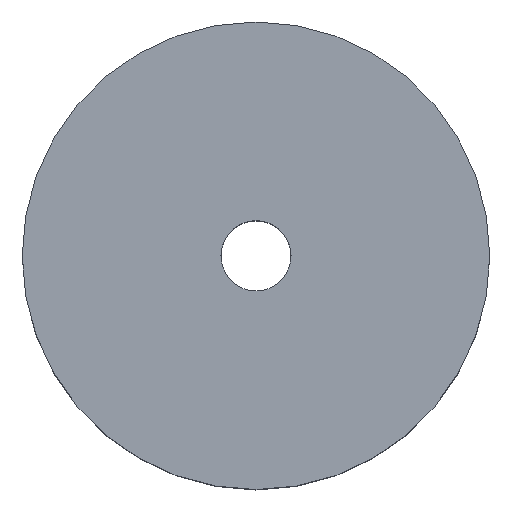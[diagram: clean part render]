
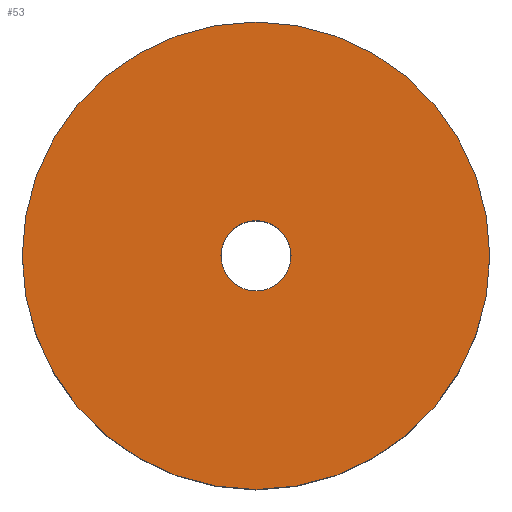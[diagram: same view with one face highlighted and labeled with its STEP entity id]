
A CAD part, top view. The second image highlights one B-rep face of the part: STEP entity #53.
In plain terms, the highlighted planar face has unit normal (0, 0, 1).
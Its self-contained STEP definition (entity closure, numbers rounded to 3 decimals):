
#3 = FACE_OUTER_BOUND ( 'NONE', #8, .T. ) ;
#4 = DIRECTION ( 'NONE',  ( 0., 0., 1. ) ) ;
#7 = CIRCLE ( 'NONE', #57, 20. ) ;
#8 = EDGE_LOOP ( 'NONE', ( #186, #158 ) ) ;
#9 = AXIS2_PLACEMENT_3D ( 'NONE', #55, #190, #39 ) ;
#12 = CIRCLE ( 'NONE', #118, 3. ) ;
#33 = FACE_BOUND ( 'NONE', #176, .T. ) ;
#39 = DIRECTION ( 'NONE',  ( 1., 0., 0. ) ) ;
#48 = AXIS2_PLACEMENT_3D ( 'NONE', #102, #122, #168 ) ;
#53 = ADVANCED_FACE ( 'NONE', ( #3, #33 ), #105, .T. ) ;
#55 = CARTESIAN_POINT ( 'NONE',  ( 0., 0., 20. ) ) ;
#57 = AXIS2_PLACEMENT_3D ( 'NONE', #61, #4, #145 ) ;
#61 = CARTESIAN_POINT ( 'NONE',  ( 0., 0., 20. ) ) ;
#68 = VERTEX_POINT ( 'NONE', #200 ) ;
#79 = AXIS2_PLACEMENT_3D ( 'NONE', #151, #199, #166 ) ;
#95 = VERTEX_POINT ( 'NONE', #123 ) ;
#100 = EDGE_CURVE ( 'NONE', #125, #95, #197, .T. ) ;
#102 = CARTESIAN_POINT ( 'NONE',  ( 0., 0., 20. ) ) ;
#105 = PLANE ( 'NONE',  #48 ) ;
#118 = AXIS2_PLACEMENT_3D ( 'NONE', #129, #207, #204 ) ;
#122 = DIRECTION ( 'NONE',  ( 0., 0., 1. ) ) ;
#123 = CARTESIAN_POINT ( 'NONE',  ( -20., 0., 20. ) ) ;
#125 = VERTEX_POINT ( 'NONE', #202 ) ;
#129 = CARTESIAN_POINT ( 'NONE',  ( 0., 0., 20. ) ) ;
#132 = CIRCLE ( 'NONE', #9, 3. ) ;
#145 = DIRECTION ( 'NONE',  ( 1., 0., 0. ) ) ;
#147 = VERTEX_POINT ( 'NONE', #184 ) ;
#151 = CARTESIAN_POINT ( 'NONE',  ( 0., 0., 20. ) ) ;
#158 = ORIENTED_EDGE ( 'NONE', *, *, #100, .T. ) ;
#166 = DIRECTION ( 'NONE',  ( 1., 0., 0. ) ) ;
#168 = DIRECTION ( 'NONE',  ( 1., 0., 0. ) ) ;
#176 = EDGE_LOOP ( 'NONE', ( #213, #181 ) ) ;
#177 = EDGE_CURVE ( 'NONE', #147, #68, #12, .T. ) ;
#181 = ORIENTED_EDGE ( 'NONE', *, *, #177, .F. ) ;
#184 = CARTESIAN_POINT ( 'NONE',  ( 3., 0., 20. ) ) ;
#186 = ORIENTED_EDGE ( 'NONE', *, *, #195, .T. ) ;
#190 = DIRECTION ( 'NONE',  ( 0., 0., 1. ) ) ;
#195 = EDGE_CURVE ( 'NONE', #95, #125, #7, .T. ) ;
#197 = CIRCLE ( 'NONE', #79, 20. ) ;
#199 = DIRECTION ( 'NONE',  ( 0., 0., 1. ) ) ;
#200 = CARTESIAN_POINT ( 'NONE',  ( -3., 0., 20. ) ) ;
#202 = CARTESIAN_POINT ( 'NONE',  ( 20., 0., 20. ) ) ;
#204 = DIRECTION ( 'NONE',  ( 1., 0., 0. ) ) ;
#207 = DIRECTION ( 'NONE',  ( 0., 0., 1. ) ) ;
#213 = ORIENTED_EDGE ( 'NONE', *, *, #214, .F. ) ;
#214 = EDGE_CURVE ( 'NONE', #68, #147, #132, .T. ) ;
